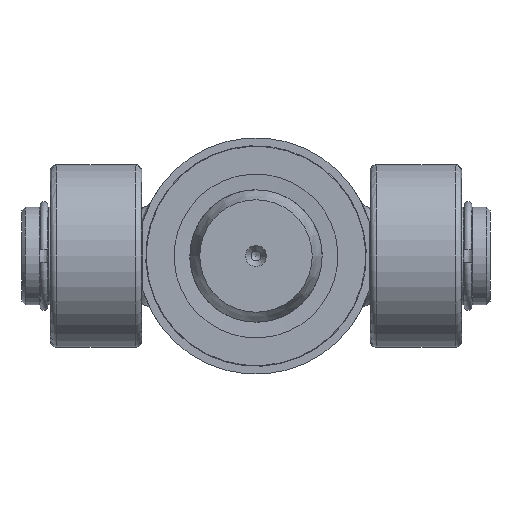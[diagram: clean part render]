
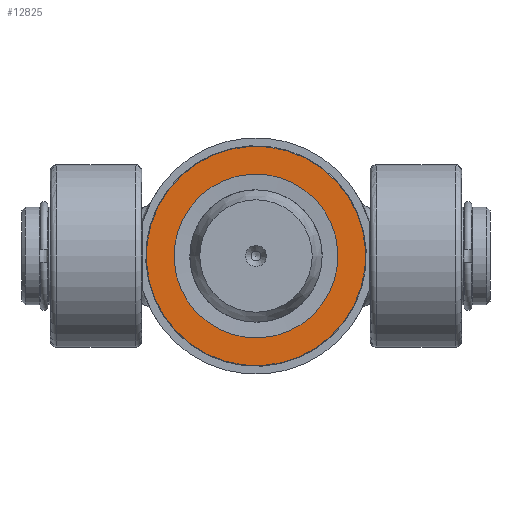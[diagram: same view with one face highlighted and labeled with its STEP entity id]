
A CAD part, front view. The second image highlights one B-rep face of the part: STEP entity #12825.
In plain terms, the highlighted face is planar.
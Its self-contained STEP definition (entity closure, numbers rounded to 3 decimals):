
#2818=PLANE('',#13792);
#3146=FACE_BOUND('',#4403,.T.);
#3604=FACE_OUTER_BOUND('',#4402,.T.);
#4402=EDGE_LOOP('',(#10592));
#4403=EDGE_LOOP('',(#10593));
#4969=CIRCLE('',#13791,34.8);
#4970=CIRCLE('',#13793,26.);
#5876=VERTEX_POINT('',#23990);
#5877=VERTEX_POINT('',#23993);
#7546=EDGE_CURVE('',#5876,#5876,#4969,.T.);
#7547=EDGE_CURVE('',#5877,#5877,#4970,.T.);
#10592=ORIENTED_EDGE('',*,*,#7546,.F.);
#10593=ORIENTED_EDGE('',*,*,#7547,.T.);
#12825=ADVANCED_FACE('',(#3604,#3146),#2818,.F.);
#13791=AXIS2_PLACEMENT_3D('',#23991,#15765,#15766);
#13792=AXIS2_PLACEMENT_3D('',#23992,#15767,#15768);
#13793=AXIS2_PLACEMENT_3D('',#23994,#15769,#15770);
#15765=DIRECTION('center_axis',(0.,0.,1.));
#15766=DIRECTION('ref_axis',(-1.,0.,0.));
#15767=DIRECTION('center_axis',(0.,0.,1.));
#15768=DIRECTION('ref_axis',(1.,0.,0.));
#15769=DIRECTION('center_axis',(0.,0.,1.));
#15770=DIRECTION('ref_axis',(0.,-1.,0.));
#23990=CARTESIAN_POINT('',(34.8,0.,0.));
#23991=CARTESIAN_POINT('Origin',(0.,0.,0.));
#23992=CARTESIAN_POINT('Origin',(0.,0.,
0.));
#23993=CARTESIAN_POINT('',(0.,-26.,0.));
#23994=CARTESIAN_POINT('Origin',(0.,0.,0.));
